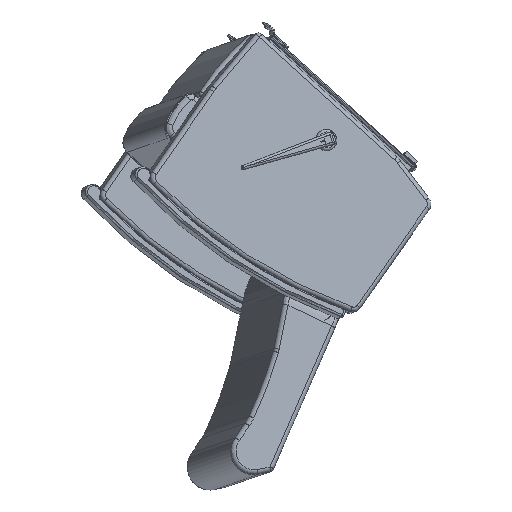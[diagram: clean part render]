
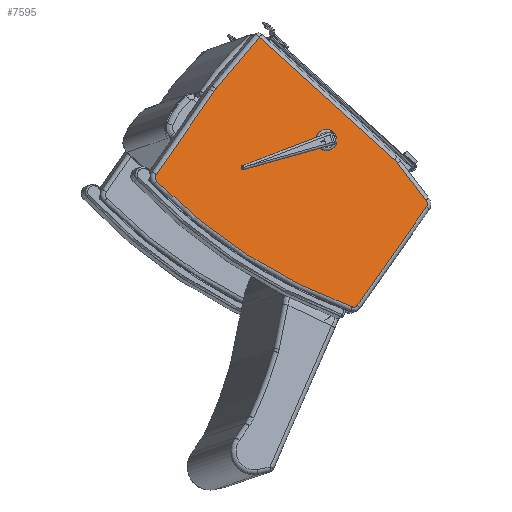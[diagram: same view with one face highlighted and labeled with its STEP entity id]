
A CAD part, left-side view. The second image highlights one B-rep face of the part: STEP entity #7595.
In plain terms, the highlighted face is planar.
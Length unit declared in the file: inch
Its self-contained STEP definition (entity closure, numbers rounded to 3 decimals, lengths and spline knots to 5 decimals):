
#611=CIRCLE('',#8292,0.625);
#616=CIRCLE('',#8298,0.5);
#618=CIRCLE('',#8301,59.625);
#619=CIRCLE('',#8303,0.625);
#625=CIRCLE('',#8311,4.5);
#628=CIRCLE('',#8318,2.625);
#1244=FACE_OUTER_BOUND('',#1740,.T.);
#1740=EDGE_LOOP('',(#5927,#5928,#5929,#5930,#5931,#5932,#5933,#5934,#5935,
#5936,#5937));
#2294=LINE('',#12707,#2848);
#2297=LINE('',#12755,#2851);
#2299=LINE('',#12764,#2853);
#2300=LINE('',#12778,#2854);
#2303=LINE('',#12785,#2857);
#2848=VECTOR('',#9790,0.3937);
#2851=VECTOR('',#9819,0.3937);
#2853=VECTOR('',#9831,0.3937);
#2854=VECTOR('',#9834,0.3937);
#2857=VECTOR('',#9841,0.3937);
#3405=VERTEX_POINT('',#12673);
#3407=VERTEX_POINT('',#12678);
#3408=VERTEX_POINT('',#12689);
#3410=VERTEX_POINT('',#12706);
#3412=VERTEX_POINT('',#12720);
#3415=VERTEX_POINT('',#12728);
#3416=VERTEX_POINT('',#12745);
#3418=VERTEX_POINT('',#12751);
#3420=VERTEX_POINT('',#12757);
#3423=VERTEX_POINT('',#12767);
#3424=VERTEX_POINT('',#12781);
#4258=EDGE_CURVE('',#3407,#3408,#611,.T.);
#4261=EDGE_CURVE('',#3408,#3410,#2294,.T.);
#4266=EDGE_CURVE('',#3410,#3412,#616,.T.);
#4268=EDGE_CURVE('',#3412,#3415,#618,.T.);
#4270=EDGE_CURVE('',#3415,#3416,#619,.T.);
#4275=EDGE_CURVE('',#3416,#3418,#2297,.T.);
#4278=EDGE_CURVE('',#3418,#3420,#625,.T.);
#4280=EDGE_CURVE('',#3420,#3405,#2299,.T.);
#4282=EDGE_CURVE('',#3423,#3407,#2300,.T.);
#4286=EDGE_CURVE('',#3405,#3424,#2303,.T.);
#4288=EDGE_CURVE('',#3424,#3423,#628,.T.);
#5927=ORIENTED_EDGE('',*,*,#4258,.F.);
#5928=ORIENTED_EDGE('',*,*,#4282,.F.);
#5929=ORIENTED_EDGE('',*,*,#4288,.F.);
#5930=ORIENTED_EDGE('',*,*,#4286,.F.);
#5931=ORIENTED_EDGE('',*,*,#4280,.F.);
#5932=ORIENTED_EDGE('',*,*,#4278,.F.);
#5933=ORIENTED_EDGE('',*,*,#4275,.F.);
#5934=ORIENTED_EDGE('',*,*,#4270,.F.);
#5935=ORIENTED_EDGE('',*,*,#4268,.F.);
#5936=ORIENTED_EDGE('',*,*,#4266,.F.);
#5937=ORIENTED_EDGE('',*,*,#4261,.F.);
#7311=PLANE('',#8352);
#7595=ADVANCED_FACE('',(#1244),#7311,.T.);
#8292=AXIS2_PLACEMENT_3D('',#12690,#9784,#9785);
#8298=AXIS2_PLACEMENT_3D('',#12724,#9798,#9799);
#8301=AXIS2_PLACEMENT_3D('',#12729,#9804,#9805);
#8303=AXIS2_PLACEMENT_3D('',#12746,#9808,#9809);
#8311=AXIS2_PLACEMENT_3D('',#12761,#9826,#9827);
#8318=AXIS2_PLACEMENT_3D('',#12788,#9846,#9847);
#8352=AXIS2_PLACEMENT_3D('',#12911,#9930,#9931);
#9784=DIRECTION('center_axis',(0.,0.,-1.));
#9785=DIRECTION('ref_axis',(-0.724,-0.69,0.));
#9790=DIRECTION('',(-0.099,0.995,0.));
#9798=DIRECTION('center_axis',(0.,0.,-1.));
#9799=DIRECTION('ref_axis',(-0.857,0.516,0.));
#9804=DIRECTION('center_axis',(0.,0.,-1.));
#9805=DIRECTION('ref_axis',(-0.167,0.986,0.));
#9808=DIRECTION('center_axis',(0.,0.,-1.));
#9809=DIRECTION('ref_axis',(0.709,0.705,0.));
#9819=DIRECTION('',(0.105,-0.994,0.));
#9826=DIRECTION('center_axis',(0.,0.,-1.));
#9827=DIRECTION('ref_axis',(0.998,0.061,0.));
#9831=DIRECTION('',(0.017,-1.,0.));
#9834=DIRECTION('',(-0.983,0.183,0.));
#9841=DIRECTION('',(-1.,0.,0.));
#9846=DIRECTION('center_axis',(0.,0.,-1.));
#9847=DIRECTION('ref_axis',(-0.093,-0.996,0.));
#9930=DIRECTION('center_axis',(0.,0.,1.));
#9931=DIRECTION('ref_axis',(1.,0.,0.));
#12673=CARTESIAN_POINT('',(13.64019,-8.80367,0.));
#12678=CARTESIAN_POINT('',(-12.30401,-7.80474,0.));
#12689=CARTESIAN_POINT('',(-12.8056,-7.28414,0.));
#12690=CARTESIAN_POINT('Origin',(-12.18763,-7.19067,0.));
#12706=CARTESIAN_POINT('',(-14.15484,6.21782,0.));
#12707=CARTESIAN_POINT('',(-13.08593,-4.47889,0.));
#12720=CARTESIAN_POINT('',(-13.84615,6.7305,0.));
#12724=CARTESIAN_POINT('Origin',(-13.65732,6.26753,0.));
#12728=CARTESIAN_POINT('',(11.75554,11.06645,0.));
#12729=CARTESIAN_POINT('Origin',(8.67221,-48.47877,0.));
#12745=CARTESIAN_POINT('',(12.29572,10.51238,0.));
#12746=CARTESIAN_POINT('Origin',(11.67417,10.44677,0.));
#12751=CARTESIAN_POINT('',(13.48834,-0.78649,0.));
#12755=CARTESIAN_POINT('',(12.79396,5.79203,0.));
#12757=CARTESIAN_POINT('',(13.51257,-1.1835,0.));
#12761=CARTESIAN_POINT('Origin',(9.0132,-1.25885,0.));
#12764=CARTESIAN_POINT('',(13.50113,-0.50047,0.));
#12767=CARTESIAN_POINT('',(-7.18501,-8.75809,0.));
#12778=CARTESIAN_POINT('',(-4.11551,-9.32976,0.));
#12781=CARTESIAN_POINT('',(-6.698,-8.80367,0.));
#12785=CARTESIAN_POINT('',(7.45016,-8.80367,0.));
#12788=CARTESIAN_POINT('Origin',(-6.698,-6.17867,0.));
#12911=CARTESIAN_POINT('Origin',(0.75168,-0.252,0.));
